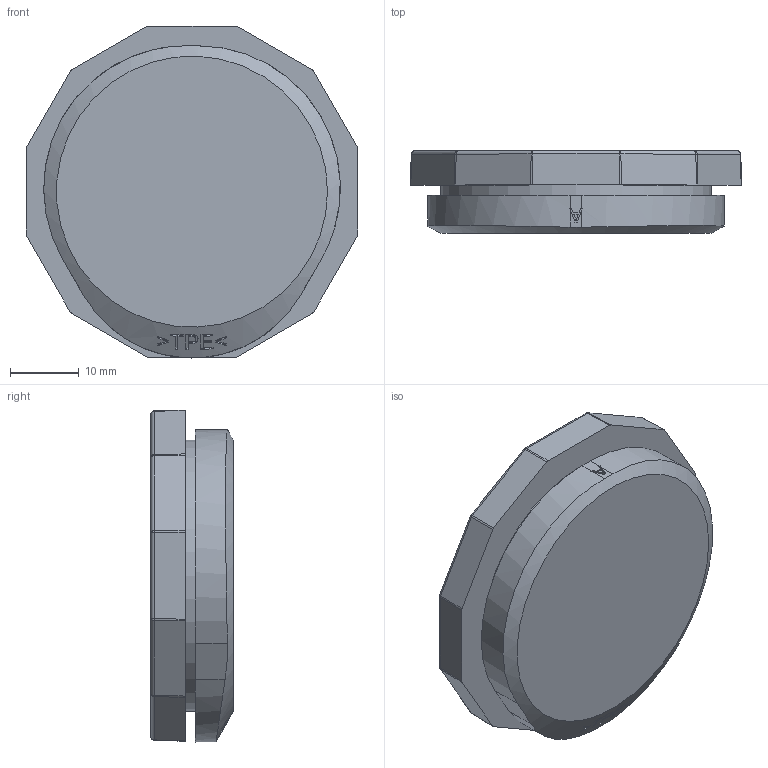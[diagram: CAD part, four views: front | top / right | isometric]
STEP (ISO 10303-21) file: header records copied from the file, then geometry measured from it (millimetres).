
FILE_DESCRIPTION(/* description */ (''),/* implementation_level */ '2;1');
FILE_NAME(/* name */ '28828_6_KES-E-R 40_17-A.stp',/* time_stamp */ '2023-02-21T13:35:41+01:00',/* author */ (''),/* organization */ (''),/* preprocessor_version */ 'ST-DEVELOPER v16.7',/* originating_system */ 'SIEMENS PLM Software NX 12.0',/* authorisation */ '');
FILE_SCHEMA (('AUTOMOTIVE_DESIGN { 1 0 10303 214 3 1 1 1 }'));
Length unit declared in the file: millimetre
Products named in the file (1): KES-E-R 40/17-A
Bounding box: 48.27 x 12.02 x 48.39 mm (x, y, z)
Volume: 19169.1 mm3; surface area: 5955.8 mm2
Topology: 1 solids, 1 shells, 532 faces, 1452 edges, 954 vertices
Faces by surface type: plane 387, bspline 52, sphere 29, cylinder 28, revolution 17, extrusion 12, cone 7
Full cylindrical faces by diameter (mm): 39.5 x1
Entity records: 22098 total; most frequent: CARTESIAN_POINT 9569, ORIENTED_EDGE 2770, DIRECTION 2126, EDGE_CURVE 1385, VECTOR 1027, LINE 1015, VERTEX_POINT 934, EDGE_LOOP 611
